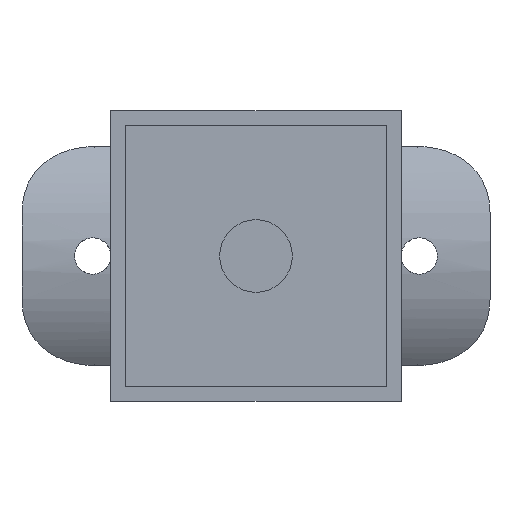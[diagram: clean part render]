
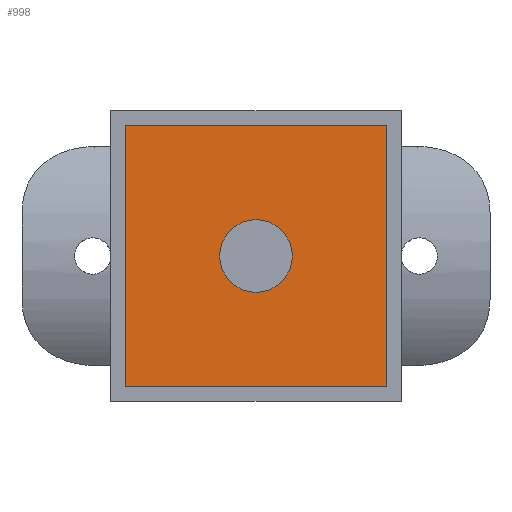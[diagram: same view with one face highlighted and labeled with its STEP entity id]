
A CAD part, front view. The second image highlights one B-rep face of the part: STEP entity #998.
In plain terms, the highlighted planar face has unit normal (0, -1, 0).
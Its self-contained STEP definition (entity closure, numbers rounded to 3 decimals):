
#55 = CARTESIAN_POINT ( 'NONE',  ( 18., -25., -18. ) ) ;
#72 = LINE ( 'NONE', #2929, #619 ) ;
#146 = VECTOR ( 'NONE', #1217, 1000. ) ;
#180 = DIRECTION ( 'NONE',  ( 0., -1., 0. ) ) ;
#239 = VERTEX_POINT ( 'NONE', #570 ) ;
#306 = CARTESIAN_POINT ( 'NONE',  ( 0., -25., 0. ) ) ;
#347 = VERTEX_POINT ( 'NONE', #2724 ) ;
#370 = LINE ( 'NONE', #2637, #629 ) ;
#392 = ORIENTED_EDGE ( 'NONE', *, *, #2961, .T. ) ;
#394 = ORIENTED_EDGE ( 'NONE', *, *, #2793, .F. ) ;
#398 = ORIENTED_EDGE ( 'NONE', *, *, #2644, .T. ) ;
#410 = FACE_BOUND ( 'NONE', #1597, .T. ) ;
#570 = CARTESIAN_POINT ( 'NONE',  ( -18., -25., 18. ) ) ;
#619 = VECTOR ( 'NONE', #2323, 1000. ) ;
#629 = VECTOR ( 'NONE', #2810, 1000. ) ;
#680 = CIRCLE ( 'NONE', #2858, 5. ) ;
#816 = VERTEX_POINT ( 'NONE', #55 ) ;
#991 = DIRECTION ( 'NONE',  ( 0., -1., 0. ) ) ;
#998 = ADVANCED_FACE ( 'NONE', ( #410, #1245 ), #1145, .T. ) ;
#1100 = EDGE_CURVE ( 'NONE', #2433, #816, #2314, .T. ) ;
#1145 = PLANE ( 'NONE',  #1682 ) ;
#1183 = EDGE_CURVE ( 'NONE', #2359, #347, #680, .T. ) ;
#1206 = VECTOR ( 'NONE', #3236, 1000. ) ;
#1217 = DIRECTION ( 'NONE',  ( 1., 0., 0. ) ) ;
#1245 = FACE_OUTER_BOUND ( 'NONE', #1543, .T. ) ;
#1291 = LINE ( 'NONE', #1605, #1206 ) ;
#1405 = CARTESIAN_POINT ( 'NONE',  ( 0., -25., 0. ) ) ;
#1467 = EDGE_CURVE ( 'NONE', #816, #3025, #1291, .T. ) ;
#1543 = EDGE_LOOP ( 'NONE', ( #2153, #392, #398, #2756 ) ) ;
#1597 = EDGE_LOOP ( 'NONE', ( #2904, #394 ) ) ;
#1605 = CARTESIAN_POINT ( 'NONE',  ( 18., -25., -18. ) ) ;
#1682 = AXIS2_PLACEMENT_3D ( 'NONE', #306, #991, #2527 ) ;
#1812 = AXIS2_PLACEMENT_3D ( 'NONE', #1405, #2531, #3370 ) ;
#2153 = ORIENTED_EDGE ( 'NONE', *, *, #1467, .T. ) ;
#2295 = CARTESIAN_POINT ( 'NONE',  ( 0., -25., -5. ) ) ;
#2314 = LINE ( 'NONE', #2621, #146 ) ;
#2323 = DIRECTION ( 'NONE',  ( -1., 0., 0. ) ) ;
#2359 = VERTEX_POINT ( 'NONE', #2295 ) ;
#2430 = DIRECTION ( 'NONE',  ( 0., 0., -1. ) ) ;
#2433 = VERTEX_POINT ( 'NONE', #2879 ) ;
#2527 = DIRECTION ( 'NONE',  ( 0., 0., -1. ) ) ;
#2531 = DIRECTION ( 'NONE',  ( 0., -1., 0. ) ) ;
#2621 = CARTESIAN_POINT ( 'NONE',  ( -18., -25., -18. ) ) ;
#2637 = CARTESIAN_POINT ( 'NONE',  ( -18., -25., 18. ) ) ;
#2644 = EDGE_CURVE ( 'NONE', #239, #2433, #370, .T. ) ;
#2723 = CARTESIAN_POINT ( 'NONE',  ( 0., -25., 0. ) ) ;
#2724 = CARTESIAN_POINT ( 'NONE',  ( 0., -25., 5. ) ) ;
#2728 = CARTESIAN_POINT ( 'NONE',  ( 18., -25., 18. ) ) ;
#2756 = ORIENTED_EDGE ( 'NONE', *, *, #1100, .T. ) ;
#2793 = EDGE_CURVE ( 'NONE', #347, #2359, #3407, .T. ) ;
#2810 = DIRECTION ( 'NONE',  ( 0., 0., -1. ) ) ;
#2858 = AXIS2_PLACEMENT_3D ( 'NONE', #2723, #180, #2430 ) ;
#2879 = CARTESIAN_POINT ( 'NONE',  ( -18., -25., -18. ) ) ;
#2904 = ORIENTED_EDGE ( 'NONE', *, *, #1183, .F. ) ;
#2929 = CARTESIAN_POINT ( 'NONE',  ( 18., -25., 18. ) ) ;
#2961 = EDGE_CURVE ( 'NONE', #3025, #239, #72, .T. ) ;
#3025 = VERTEX_POINT ( 'NONE', #2728 ) ;
#3236 = DIRECTION ( 'NONE',  ( 0., 0., 1. ) ) ;
#3370 = DIRECTION ( 'NONE',  ( 0., 0., -1. ) ) ;
#3407 = CIRCLE ( 'NONE', #1812, 5. ) ;
